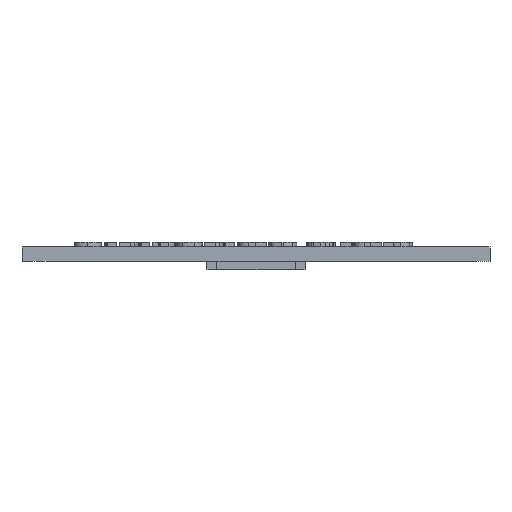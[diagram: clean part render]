
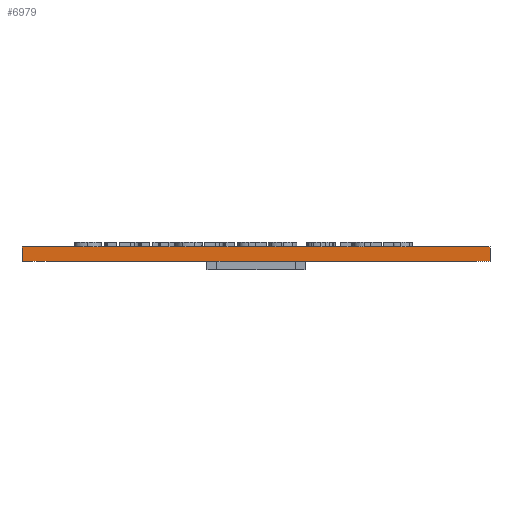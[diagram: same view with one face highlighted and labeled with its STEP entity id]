
A CAD part, front view. The second image highlights one B-rep face of the part: STEP entity #6979.
In plain terms, the highlighted planar face has unit normal (0, -1, 0).
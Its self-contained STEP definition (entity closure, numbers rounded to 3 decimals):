
#485=FACE_OUTER_BOUND('',#877,.T.);
#877=EDGE_LOOP('',(#4785,#4786,#4787,#4788));
#1268=LINE('',#8980,#2071);
#1375=LINE('',#9198,#2178);
#1376=LINE('',#9199,#2179);
#1377=LINE('',#9200,#2180);
#2071=VECTOR('',#7639,10.);
#2178=VECTOR('',#7804,10.);
#2179=VECTOR('',#7805,10.);
#2180=VECTOR('',#7806,10.);
#2872=VERTEX_POINT('',#8977);
#2873=VERTEX_POINT('',#8979);
#2954=VERTEX_POINT('',#9196);
#2955=VERTEX_POINT('',#9197);
#3542=EDGE_CURVE('',#2873,#2872,#1268,.T.);
#3657=EDGE_CURVE('',#2954,#2955,#1375,.T.);
#3658=EDGE_CURVE('',#2955,#2873,#1376,.T.);
#3659=EDGE_CURVE('',#2872,#2954,#1377,.T.);
#4785=ORIENTED_EDGE('',*,*,#3657,.T.);
#4786=ORIENTED_EDGE('',*,*,#3658,.T.);
#4787=ORIENTED_EDGE('',*,*,#3542,.T.);
#4788=ORIENTED_EDGE('',*,*,#3659,.T.);
#6728=PLANE('',#7379);
#6979=ADVANCED_FACE('',(#485),#6728,.T.);
#7379=AXIS2_PLACEMENT_3D('',#9195,#7802,#7803);
#7639=DIRECTION('',(-1.,0.,0.));
#7802=DIRECTION('center_axis',(0.,-1.,0.));
#7803=DIRECTION('ref_axis',(0.,0.,-1.));
#7804=DIRECTION('',(1.,0.,0.));
#7805=DIRECTION('',(0.,0.,1.));
#7806=DIRECTION('',(0.,0.,-1.));
#8977=CARTESIAN_POINT('',(113.988,-166.786,7.5));
#8979=CARTESIAN_POINT('',(211.417,-166.786,7.5));
#8980=CARTESIAN_POINT('',(115.988,-166.786,7.5));
#9195=CARTESIAN_POINT('Origin',(115.988,-166.786,-12.5));
#9196=CARTESIAN_POINT('',(113.988,-166.786,4.5));
#9197=CARTESIAN_POINT('',(211.417,-166.786,4.5));
#9198=CARTESIAN_POINT('',(115.988,-166.786,4.5));
#9199=CARTESIAN_POINT('',(211.417,-166.786,-12.5));
#9200=CARTESIAN_POINT('',(113.988,-166.786,5.5));
